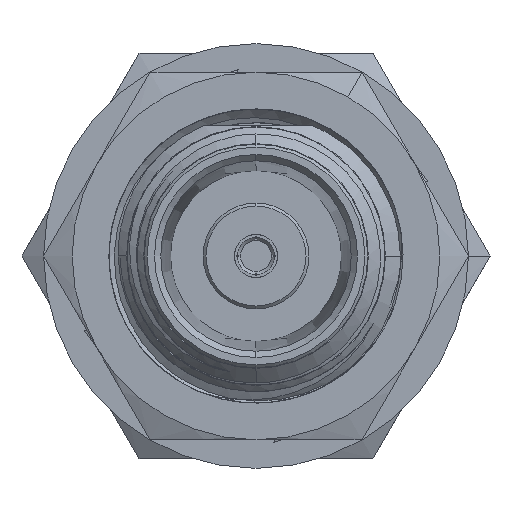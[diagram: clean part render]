
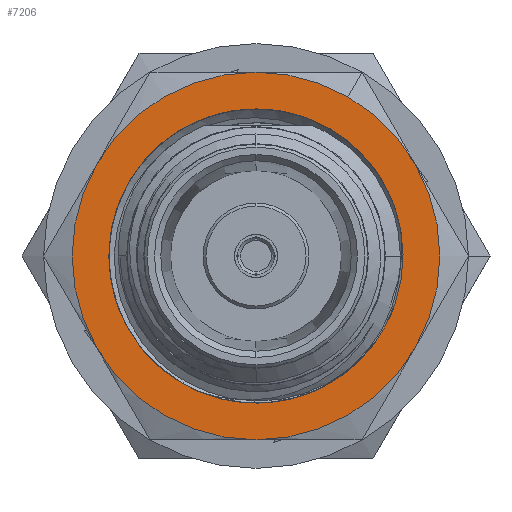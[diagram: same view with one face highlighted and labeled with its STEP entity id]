
A CAD part, left-side view. The second image highlights one B-rep face of the part: STEP entity #7206.
In plain terms, the highlighted planar face has unit normal (-1, 0, 0).
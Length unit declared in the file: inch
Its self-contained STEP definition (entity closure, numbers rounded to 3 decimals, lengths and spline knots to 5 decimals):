
#325 = EDGE_CURVE ( 'NONE', #11997, #14895, #7781, .T. ) ;
#467 = CARTESIAN_POINT ( 'NONE',  ( 0.4532, 0.27063, -0.15625 ) ) ;
#497 = AXIS2_PLACEMENT_3D ( 'NONE', #10528, #10453, #611 ) ;
#611 = DIRECTION ( 'NONE',  ( 0., -0.5, 0.866 ) ) ;
#1057 = DIRECTION ( 'NONE',  ( -1., 0., 0. ) ) ;
#1186 = EDGE_CURVE ( 'NONE', #13788, #20030, #17171, .T. ) ;
#1424 = ORIENTED_EDGE ( 'NONE', *, *, #20007, .T. ) ;
#1502 = CARTESIAN_POINT ( 'NONE',  ( 0.4532, 0., 0. ) ) ;
#1569 = DIRECTION ( 'NONE',  ( 0., -0.5, 0.866 ) ) ;
#1736 = CIRCLE ( 'NONE', #10404, 0.3125 ) ;
#2146 = EDGE_CURVE ( 'NONE', #14238, #11997, #1736, .T. ) ;
#2230 = EDGE_LOOP ( 'NONE', ( #3549, #11764, #6147, #1424, #12380, #19548, #5867 ) ) ;
#2415 = VERTEX_POINT ( 'NONE', #20160 ) ;
#3253 = VERTEX_POINT ( 'NONE', #4133 ) ;
#3549 = ORIENTED_EDGE ( 'NONE', *, *, #12027, .T. ) ;
#3563 = DIRECTION ( 'NONE',  ( 0., -0.5, 0.866 ) ) ;
#3981 = VERTEX_POINT ( 'NONE', #10383 ) ;
#4133 = CARTESIAN_POINT ( 'NONE',  ( 0.4532, -0.21894, -0.12069 ) ) ;
#4166 = DIRECTION ( 'NONE',  ( 0., -0.5, 0.866 ) ) ;
#4241 = CARTESIAN_POINT ( 'NONE',  ( 0.4532, 0., 0. ) ) ;
#4274 = CARTESIAN_POINT ( 'NONE',  ( 0.4532, 0., 0. ) ) ;
#4477 = PLANE ( 'NONE',  #15270 ) ;
#4720 = EDGE_CURVE ( 'NONE', #3253, #3981, #13427, .T. ) ;
#4816 = AXIS2_PLACEMENT_3D ( 'NONE', #4274, #15727, #5928 ) ;
#5048 = CARTESIAN_POINT ( 'NONE',  ( 0.4532, 0., -0.3125 ) ) ;
#5715 = EDGE_CURVE ( 'NONE', #3981, #3253, #19837, .T. ) ;
#5849 = DIRECTION ( 'NONE',  ( -1., 0., 0. ) ) ;
#5867 = ORIENTED_EDGE ( 'NONE', *, *, #14641, .T. ) ;
#5928 = DIRECTION ( 'NONE',  ( 0., -0.5, 0.866 ) ) ;
#6069 = CARTESIAN_POINT ( 'NONE',  ( 0.4532, 0., 0. ) ) ;
#6147 = ORIENTED_EDGE ( 'NONE', *, *, #1186, .T. ) ;
#6185 = FACE_BOUND ( 'NONE', #9879, .T. ) ;
#6403 = CARTESIAN_POINT ( 'NONE',  ( 0.4532, -0.15625, 0.27063 ) ) ;
#6577 = CIRCLE ( 'NONE', #12595, 0.3125 ) ;
#6820 = CARTESIAN_POINT ( 'NONE',  ( 0.4532, 0., 0. ) ) ;
#7206 = ADVANCED_FACE ( 'NONE', ( #6185, #18735 ), #4477, .T. ) ;
#7629 = CARTESIAN_POINT ( 'NONE',  ( 0.4532, 0., 0. ) ) ;
#7702 = DIRECTION ( 'NONE',  ( 0., -0.5, 0.866 ) ) ;
#7781 = CIRCLE ( 'NONE', #497, 0.3125 ) ;
#7832 = AXIS2_PLACEMENT_3D ( 'NONE', #4241, #1057, #4166 ) ;
#8020 = CARTESIAN_POINT ( 'NONE',  ( 0.4532, 0., 0.3125 ) ) ;
#9015 = AXIS2_PLACEMENT_3D ( 'NONE', #1502, #9823, #1569 ) ;
#9823 = DIRECTION ( 'NONE',  ( -1., 0., 0. ) ) ;
#9873 = CARTESIAN_POINT ( 'NONE',  ( 0.4532, 0., 0. ) ) ;
#9879 = EDGE_LOOP ( 'NONE', ( #10805, #19670 ) ) ;
#10326 = CARTESIAN_POINT ( 'NONE',  ( 0.4532, 0., 0. ) ) ;
#10383 = CARTESIAN_POINT ( 'NONE',  ( 0.4532, -0.06947, -0.24015 ) ) ;
#10404 = AXIS2_PLACEMENT_3D ( 'NONE', #7629, #5849, #7702 ) ;
#10453 = DIRECTION ( 'NONE',  ( -1., 0., 0. ) ) ;
#10528 = CARTESIAN_POINT ( 'NONE',  ( 0.4532, 0., 0. ) ) ;
#10805 = ORIENTED_EDGE ( 'NONE', *, *, #4720, .F. ) ;
#10823 = AXIS2_PLACEMENT_3D ( 'NONE', #10326, #18240, #18308 ) ;
#11764 = ORIENTED_EDGE ( 'NONE', *, *, #14775, .T. ) ;
#11961 = DIRECTION ( 'NONE',  ( -1., 0., 0. ) ) ;
#11997 = VERTEX_POINT ( 'NONE', #5048 ) ;
#12027 = EDGE_CURVE ( 'NONE', #2415, #13316, #6577, .T. ) ;
#12308 = CARTESIAN_POINT ( 'NONE',  ( 0.4532, 0., 0. ) ) ;
#12380 = ORIENTED_EDGE ( 'NONE', *, *, #2146, .T. ) ;
#12595 = AXIS2_PLACEMENT_3D ( 'NONE', #9873, #13194, #13343 ) ;
#13194 = DIRECTION ( 'NONE',  ( -1., 0., 0. ) ) ;
#13316 = VERTEX_POINT ( 'NONE', #6403 ) ;
#13343 = DIRECTION ( 'NONE',  ( 0., -0.5, 0.866 ) ) ;
#13427 = CIRCLE ( 'NONE', #7832, 0.25 ) ;
#13788 = VERTEX_POINT ( 'NONE', #8020 ) ;
#13893 = CARTESIAN_POINT ( 'NONE',  ( 0.4532, 0.27063, 0.15625 ) ) ;
#13958 = DIRECTION ( 'NONE',  ( -1., 0., 0. ) ) ;
#14238 = VERTEX_POINT ( 'NONE', #467 ) ;
#14641 = EDGE_CURVE ( 'NONE', #14895, #2415, #17629, .T. ) ;
#14775 = EDGE_CURVE ( 'NONE', #13316, #13788, #20145, .T. ) ;
#14895 = VERTEX_POINT ( 'NONE', #16566 ) ;
#15270 = AXIS2_PLACEMENT_3D ( 'NONE', #6069, #19098, #19309 ) ;
#15727 = DIRECTION ( 'NONE',  ( -1., 0., 0. ) ) ;
#15893 = AXIS2_PLACEMENT_3D ( 'NONE', #6820, #11961, #3563 ) ;
#16566 = CARTESIAN_POINT ( 'NONE',  ( 0.4532, -0.27063, -0.15625 ) ) ;
#16852 = AXIS2_PLACEMENT_3D ( 'NONE', #12308, #13958, #17401 ) ;
#17171 = CIRCLE ( 'NONE', #15893, 0.3125 ) ;
#17401 = DIRECTION ( 'NONE',  ( 0., -0.5, 0.866 ) ) ;
#17629 = CIRCLE ( 'NONE', #9015, 0.3125 ) ;
#18240 = DIRECTION ( 'NONE',  ( -1., 0., 0. ) ) ;
#18308 = DIRECTION ( 'NONE',  ( 0., -0.5, 0.866 ) ) ;
#18735 = FACE_OUTER_BOUND ( 'NONE', #2230, .T. ) ;
#19098 = DIRECTION ( 'NONE',  ( -1., 0., 0. ) ) ;
#19206 = CIRCLE ( 'NONE', #16852, 0.3125 ) ;
#19309 = DIRECTION ( 'NONE',  ( 0., -0.5, 0.866 ) ) ;
#19548 = ORIENTED_EDGE ( 'NONE', *, *, #325, .T. ) ;
#19670 = ORIENTED_EDGE ( 'NONE', *, *, #5715, .F. ) ;
#19837 = CIRCLE ( 'NONE', #4816, 0.25 ) ;
#20007 = EDGE_CURVE ( 'NONE', #20030, #14238, #19206, .T. ) ;
#20030 = VERTEX_POINT ( 'NONE', #13893 ) ;
#20145 = CIRCLE ( 'NONE', #10823, 0.3125 ) ;
#20160 = CARTESIAN_POINT ( 'NONE',  ( 0.4532, -0.27063, 0.15625 ) ) ;
